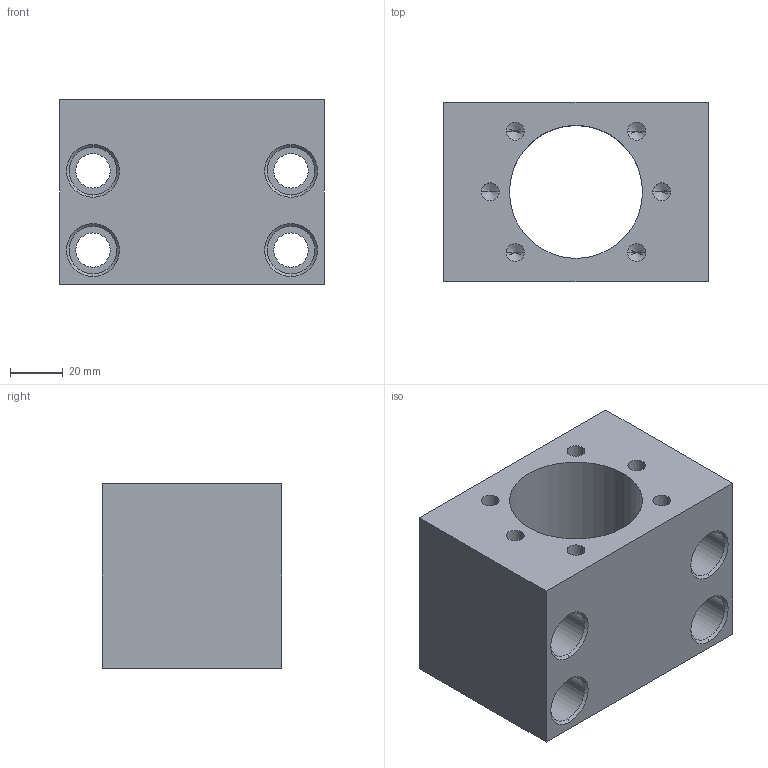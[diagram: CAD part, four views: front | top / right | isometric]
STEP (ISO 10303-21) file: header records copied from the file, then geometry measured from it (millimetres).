
FILE_DESCRIPTION (( 'STEP AP214' ), '1' );
FILE_NAME ('RNB 32.step', '2020-09-08T09:41:46', ( '' ), ( '' ), 'SwSTEP 2.0', 'SolidWorks 2020', '' );
FILE_SCHEMA (( 'AUTOMOTIVE_DESIGN' ));
Length unit declared in the file: millimetre
Products named in the file (1): RNB 32
Bounding box: 100 x 68 x 70 mm (x, y, z)
Volume: 283670.4 mm3; surface area: 57723.1 mm2
Topology: 1 solids, 1 shells, 72 faces, 174 edges, 106 vertices
Faces by surface type: cylinder 38, cone 20, plane 14
Entity records: 2236 total; most frequent: DIRECTION 400, CARTESIAN_POINT 341, ORIENTED_EDGE 324, AXIS2_PLACEMENT_3D 165, EDGE_CURVE 162, VERTEX_POINT 106, EDGE_LOOP 96, CIRCLE 92
